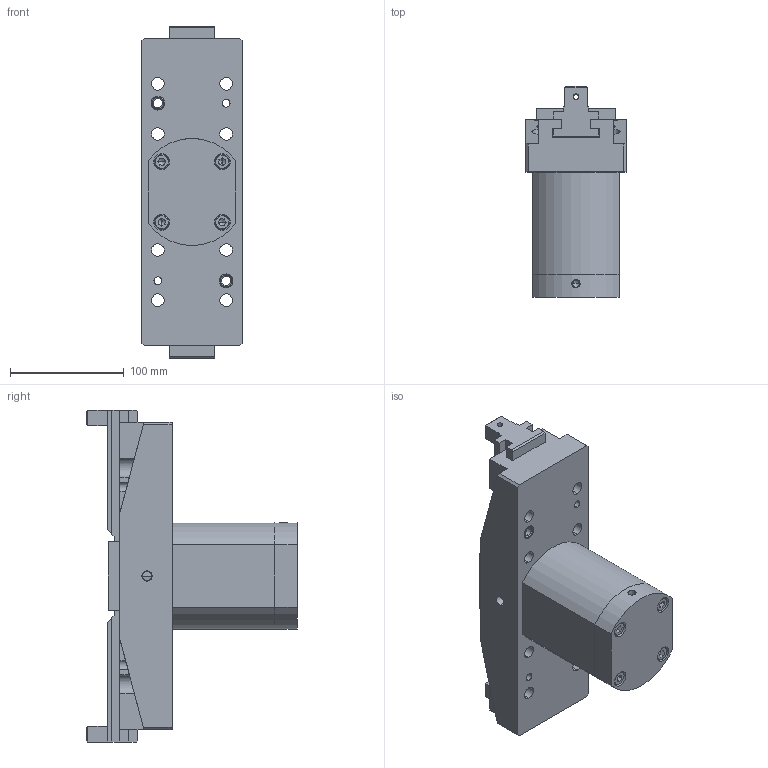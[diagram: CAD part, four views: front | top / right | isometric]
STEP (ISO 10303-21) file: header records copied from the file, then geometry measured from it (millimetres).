
FILE_DESCRIPTION (( 'STEP AP203' ), '1' );
FILE_NAME ('CP-40外觀參考.STEP', '2016-05-10T01:28:11', ( 'temp' ), ( '' ), 'SwSTEP 2.0', 'SolidWorks 2015', '' );
FILE_SCHEMA (( 'CONFIG_CONTROL_DESIGN' ));
Length unit declared in the file: millimetre
Products named in the file (11): CP-40-04010; CP-30-10000; CP-30-13000; FPN040150; CP-30-06000; CP-30-06000-1; 圓頭內六角螺栓_M8x120; 圓頭內六角螺栓_M5x12; CP-40-01000; CP-40外觀參考; CP-40-02000
Assembly tree (18 placements, depth 3):
  CP-40外觀參考
    CP-40-01000
    CP-40-02000  x2
    CP-40-04010
    CP-30-10000
    CP-30-13000  x2
    FPN040150
    CP-30-06000
      CP-30-06000-1
    圓頭內六角螺栓_M8x120  x4
    圓頭內六角螺栓_M5x12  x4
Bounding box: 88 x 185 x 291.6 mm (x, y, z)
Volume: 1785366.5 mm3; surface area: 280760.2 mm2
Topology: 17 solids, 17 shells, 1158 faces, 3049 edges, 1958 vertices
Faces by surface type: plane 561, bspline 295, cylinder 186, cone 112, torus 4
Entity records: 29340 total; most frequent: CARTESIAN_POINT 10372, ORIENTED_EDGE 3882, DIRECTION 3153, EDGE_CURVE 1941, VERTEX_POINT 1277, VECTOR 1209, LINE 1209, AXIS2_PLACEMENT_3D 972
